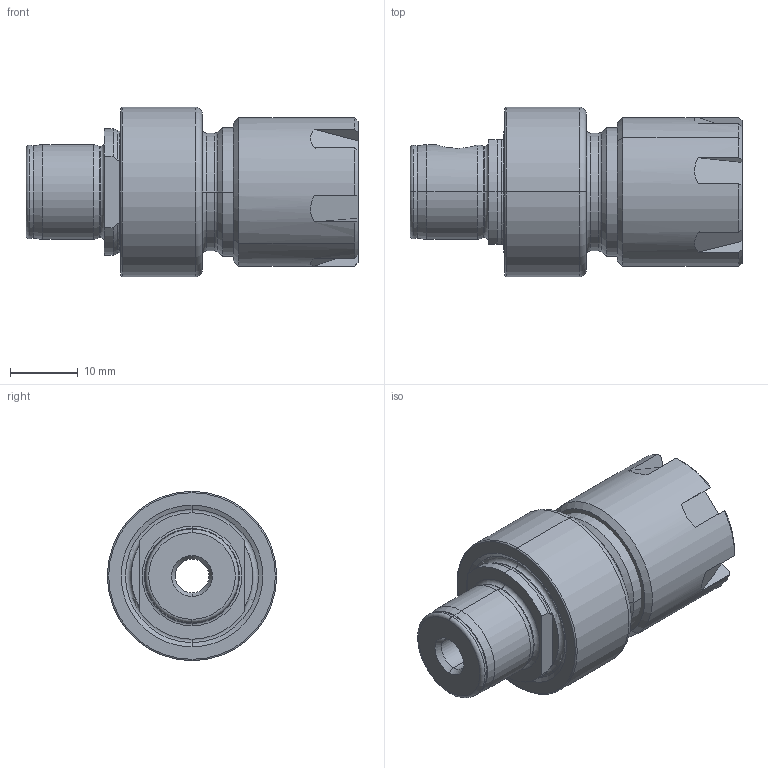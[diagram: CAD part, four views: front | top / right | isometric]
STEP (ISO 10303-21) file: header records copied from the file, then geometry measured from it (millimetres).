
FILE_DESCRIPTION (( 'STEP AP203' ), '1' );
FILE_NAME ('342.250.016.STEP', '2019-01-23T07:01:17', ( 'SWIAdmin' ), ( 'Hewlett-Packard Company' ), 'SwSTEP 2.0', 'SolidWorks 2017', '' );
FILE_SCHEMA (( 'CONFIG_CONTROL_DESIGN' ));
Length unit declared in the file: millimetre
Products named in the file (3): MB2-E17.K01.035_C; E17-ER1.001.018; 342.250.016
Assembly tree (2 placements, depth 2):
  342.250.016
    MB2-E17.K01.035_C
    E17-ER1.001.018
Bounding box: 49 x 25 x 25 mm (x, y, z)
Volume: 10584.8 mm3; surface area: 7205.4 mm2
Topology: 2 solids, 2 shells, 129 faces, 302 edges, 181 vertices
Faces by surface type: cone 38, plane 33, torus 30, cylinder 28
Entity records: 4149 total; most frequent: CARTESIAN_POINT 845, DIRECTION 688, ORIENTED_EDGE 604, EDGE_CURVE 302, AXIS2_PLACEMENT_3D 288, VERTEX_POINT 181, CIRCLE 154, EDGE_LOOP 139
